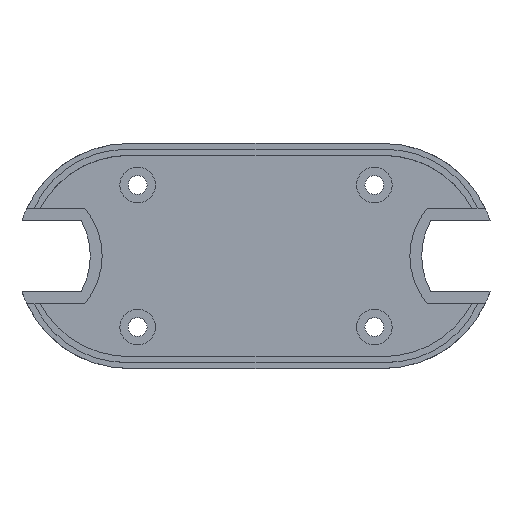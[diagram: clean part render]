
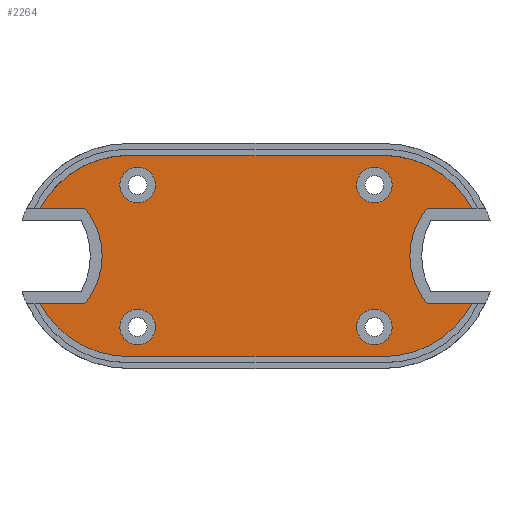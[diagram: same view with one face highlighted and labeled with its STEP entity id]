
A CAD part, top view. The second image highlights one B-rep face of the part: STEP entity #2264.
In plain terms, the highlighted planar face has unit normal (0, 0, 1).
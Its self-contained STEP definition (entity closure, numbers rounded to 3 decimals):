
#1605 = VERTEX_POINT('',#1606);
#1606 = CARTESIAN_POINT('',(-21.5,17.,-2.5));
#1625 = VERTEX_POINT('',#1626);
#1626 = CARTESIAN_POINT('',(-36.5,8.,-2.5));
#1632 = EDGE_CURVE('',#1605,#1625,#1633,.T.);
#1633 = CIRCLE('',#1634,17.);
#1634 = AXIS2_PLACEMENT_3D('',#1635,#1636,#1637);
#1635 = CARTESIAN_POINT('',(-21.5,0.,-2.5));
#1636 = DIRECTION('',(0.,0.,1.));
#1637 = DIRECTION('',(1.,0.,0.));
#1707 = EDGE_CURVE('',#1605,#1708,#1710,.T.);
#1708 = VERTEX_POINT('',#1709);
#1709 = CARTESIAN_POINT('',(21.5,17.,-2.5));
#1710 = LINE('',#1711,#1712);
#1711 = CARTESIAN_POINT('',(-21.5,17.,-2.5));
#1712 = VECTOR('',#1713,1.);
#1713 = DIRECTION('',(1.,0.,0.));
#2098 = EDGE_CURVE('',#1625,#2099,#2101,.T.);
#2099 = VERTEX_POINT('',#2100);
#2100 = CARTESIAN_POINT('',(-28.895,8.,-2.5));
#2101 = LINE('',#2102,#2103);
#2102 = CARTESIAN_POINT('',(-36.5,8.,-2.5));
#2103 = VECTOR('',#2104,1.);
#2104 = DIRECTION('',(1.,0.,0.));
#2122 = EDGE_CURVE('',#2123,#2099,#2125,.T.);
#2123 = VERTEX_POINT('',#2124);
#2124 = CARTESIAN_POINT('',(-28.895,-8.,-2.5));
#2125 = CIRCLE('',#2126,12.473);
#2126 = AXIS2_PLACEMENT_3D('',#2127,#2128,#2129);
#2127 = CARTESIAN_POINT('',(-38.465,0.,-2.5));
#2128 = DIRECTION('',(0.,0.,1.));
#2129 = DIRECTION('',(1.,0.,0.));
#2147 = EDGE_CURVE('',#2148,#2123,#2150,.T.);
#2148 = VERTEX_POINT('',#2149);
#2149 = CARTESIAN_POINT('',(-36.5,-8.,-2.5));
#2150 = LINE('',#2151,#2152);
#2151 = CARTESIAN_POINT('',(-36.5,-8.,-2.5));
#2152 = VECTOR('',#2153,1.);
#2153 = DIRECTION('',(1.,0.,0.));
#2219 = EDGE_CURVE('',#2220,#1708,#2222,.T.);
#2220 = VERTEX_POINT('',#2221);
#2221 = CARTESIAN_POINT('',(36.5,8.,-2.5));
#2222 = CIRCLE('',#2223,17.);
#2223 = AXIS2_PLACEMENT_3D('',#2224,#2225,#2226);
#2224 = CARTESIAN_POINT('',(21.5,0.,-2.5));
#2225 = DIRECTION('',(0.,0.,1.));
#2226 = DIRECTION('',(1.,0.,0.));
#2264 = ADVANCED_FACE('',(#2265,#2322,#2333,#2344,#2355),#2366,.T.);
#2265 = FACE_BOUND('',#2266,.T.);
#2266 = EDGE_LOOP('',(#2267,#2268,#2269,#2270,#2271,#2272,#2281,#2289,
    #2298,#2306,#2315,#2321));
#2267 = ORIENTED_EDGE('',*,*,#1707,.F.);
#2268 = ORIENTED_EDGE('',*,*,#1632,.T.);
#2269 = ORIENTED_EDGE('',*,*,#2098,.T.);
#2270 = ORIENTED_EDGE('',*,*,#2122,.F.);
#2271 = ORIENTED_EDGE('',*,*,#2147,.F.);
#2272 = ORIENTED_EDGE('',*,*,#2273,.T.);
#2273 = EDGE_CURVE('',#2148,#2274,#2276,.T.);
#2274 = VERTEX_POINT('',#2275);
#2275 = CARTESIAN_POINT('',(-21.5,-17.,-2.5));
#2276 = CIRCLE('',#2277,17.);
#2277 = AXIS2_PLACEMENT_3D('',#2278,#2279,#2280);
#2278 = CARTESIAN_POINT('',(-21.5,0.,-2.5));
#2279 = DIRECTION('',(0.,0.,1.));
#2280 = DIRECTION('',(1.,0.,0.));
#2281 = ORIENTED_EDGE('',*,*,#2282,.F.);
#2282 = EDGE_CURVE('',#2283,#2274,#2285,.T.);
#2283 = VERTEX_POINT('',#2284);
#2284 = CARTESIAN_POINT('',(21.5,-17.,-2.5));
#2285 = LINE('',#2286,#2287);
#2286 = CARTESIAN_POINT('',(21.5,-17.,-2.5));
#2287 = VECTOR('',#2288,1.);
#2288 = DIRECTION('',(-1.,0.,0.));
#2289 = ORIENTED_EDGE('',*,*,#2290,.T.);
#2290 = EDGE_CURVE('',#2283,#2291,#2293,.T.);
#2291 = VERTEX_POINT('',#2292);
#2292 = CARTESIAN_POINT('',(36.5,-8.,-2.5));
#2293 = CIRCLE('',#2294,17.);
#2294 = AXIS2_PLACEMENT_3D('',#2295,#2296,#2297);
#2295 = CARTESIAN_POINT('',(21.5,0.,-2.5));
#2296 = DIRECTION('',(0.,0.,1.));
#2297 = DIRECTION('',(1.,0.,0.));
#2298 = ORIENTED_EDGE('',*,*,#2299,.T.);
#2299 = EDGE_CURVE('',#2291,#2300,#2302,.T.);
#2300 = VERTEX_POINT('',#2301);
#2301 = CARTESIAN_POINT('',(28.895,-8.,-2.5));
#2302 = LINE('',#2303,#2304);
#2303 = CARTESIAN_POINT('',(36.5,-8.,-2.5));
#2304 = VECTOR('',#2305,1.);
#2305 = DIRECTION('',(-1.,0.,0.));
#2306 = ORIENTED_EDGE('',*,*,#2307,.F.);
#2307 = EDGE_CURVE('',#2308,#2300,#2310,.T.);
#2308 = VERTEX_POINT('',#2309);
#2309 = CARTESIAN_POINT('',(28.895,8.,-2.5));
#2310 = CIRCLE('',#2311,12.473);
#2311 = AXIS2_PLACEMENT_3D('',#2312,#2313,#2314);
#2312 = CARTESIAN_POINT('',(38.465,0.,-2.5));
#2313 = DIRECTION('',(0.,0.,1.));
#2314 = DIRECTION('',(1.,0.,0.));
#2315 = ORIENTED_EDGE('',*,*,#2316,.F.);
#2316 = EDGE_CURVE('',#2220,#2308,#2317,.T.);
#2317 = LINE('',#2318,#2319);
#2318 = CARTESIAN_POINT('',(36.5,8.,-2.5));
#2319 = VECTOR('',#2320,1.);
#2320 = DIRECTION('',(-1.,0.,0.));
#2321 = ORIENTED_EDGE('',*,*,#2219,.T.);
#2322 = FACE_BOUND('',#2323,.T.);
#2323 = EDGE_LOOP('',(#2324));
#2324 = ORIENTED_EDGE('',*,*,#2325,.T.);
#2325 = EDGE_CURVE('',#2326,#2326,#2328,.T.);
#2326 = VERTEX_POINT('',#2327);
#2327 = CARTESIAN_POINT('',(-17.,-12.,-2.5));
#2328 = CIRCLE('',#2329,3.);
#2329 = AXIS2_PLACEMENT_3D('',#2330,#2331,#2332);
#2330 = CARTESIAN_POINT('',(-20.,-12.,-2.5));
#2331 = DIRECTION('',(0.,0.,-1.));
#2332 = DIRECTION('',(1.,0.,0.));
#2333 = FACE_BOUND('',#2334,.T.);
#2334 = EDGE_LOOP('',(#2335));
#2335 = ORIENTED_EDGE('',*,*,#2336,.T.);
#2336 = EDGE_CURVE('',#2337,#2337,#2339,.T.);
#2337 = VERTEX_POINT('',#2338);
#2338 = CARTESIAN_POINT('',(23.,-12.,-2.5));
#2339 = CIRCLE('',#2340,3.);
#2340 = AXIS2_PLACEMENT_3D('',#2341,#2342,#2343);
#2341 = CARTESIAN_POINT('',(20.,-12.,-2.5));
#2342 = DIRECTION('',(0.,0.,-1.));
#2343 = DIRECTION('',(1.,0.,0.));
#2344 = FACE_BOUND('',#2345,.T.);
#2345 = EDGE_LOOP('',(#2346));
#2346 = ORIENTED_EDGE('',*,*,#2347,.T.);
#2347 = EDGE_CURVE('',#2348,#2348,#2350,.T.);
#2348 = VERTEX_POINT('',#2349);
#2349 = CARTESIAN_POINT('',(-17.,12.,-2.5));
#2350 = CIRCLE('',#2351,3.);
#2351 = AXIS2_PLACEMENT_3D('',#2352,#2353,#2354);
#2352 = CARTESIAN_POINT('',(-20.,12.,-2.5));
#2353 = DIRECTION('',(0.,0.,-1.));
#2354 = DIRECTION('',(1.,0.,0.));
#2355 = FACE_BOUND('',#2356,.T.);
#2356 = EDGE_LOOP('',(#2357));
#2357 = ORIENTED_EDGE('',*,*,#2358,.T.);
#2358 = EDGE_CURVE('',#2359,#2359,#2361,.T.);
#2359 = VERTEX_POINT('',#2360);
#2360 = CARTESIAN_POINT('',(23.,12.,-2.5));
#2361 = CIRCLE('',#2362,3.);
#2362 = AXIS2_PLACEMENT_3D('',#2363,#2364,#2365);
#2363 = CARTESIAN_POINT('',(20.,12.,-2.5));
#2364 = DIRECTION('',(0.,0.,-1.));
#2365 = DIRECTION('',(1.,0.,0.));
#2366 = PLANE('',#2367);
#2367 = AXIS2_PLACEMENT_3D('',#2368,#2369,#2370);
#2368 = CARTESIAN_POINT('',(0.,0.,-2.5));
#2369 = DIRECTION('',(0.,0.,1.));
#2370 = DIRECTION('',(1.,0.,0.));
